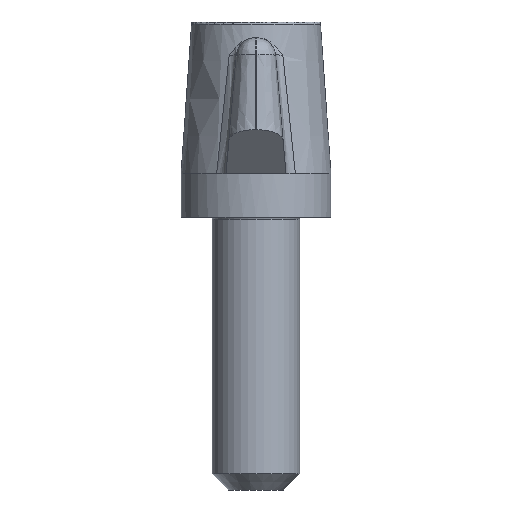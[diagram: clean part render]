
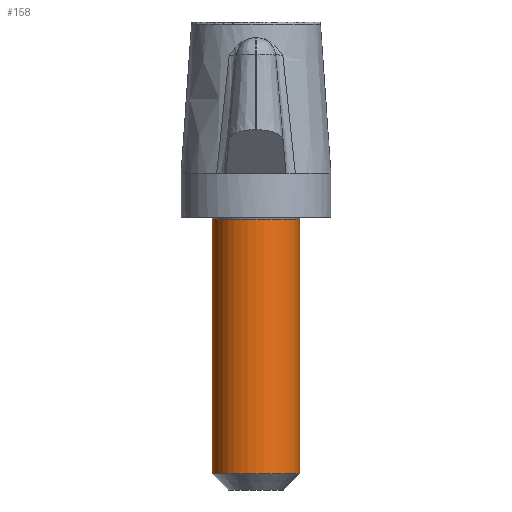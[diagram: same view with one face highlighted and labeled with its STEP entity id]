
A CAD part, front view. The second image highlights one B-rep face of the part: STEP entity #158.
In plain terms, the highlighted cylindrical face has radius 4 mm (diameter 8 mm), a full revolution.
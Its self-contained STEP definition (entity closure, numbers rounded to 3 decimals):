
#158 = ADVANCED_FACE( '', ( #324, #325 ), #326, .T. );
#324 = FACE_OUTER_BOUND( '', #3164, .T. );
#325 = FACE_OUTER_BOUND( '', #3165, .T. );
#326 = CYLINDRICAL_SURFACE( '', #3166, 4. );
#3164 = EDGE_LOOP( '', ( #3525 ) );
#3165 = EDGE_LOOP( '', ( #3526 ) );
#3166 = AXIS2_PLACEMENT_3D( '', #3527, #3528, #3529 );
#3525 = ORIENTED_EDGE( '', *, *, #3635, .T. );
#3526 = ORIENTED_EDGE( '', *, *, #3654, .T. );
#3527 = CARTESIAN_POINT( '', ( 0., 0., -82. ) );
#3528 = DIRECTION( '', ( 0., 0., -1. ) );
#3529 = DIRECTION( '', ( 1., 0., 0. ) );
#3635 = EDGE_CURVE( '', #3829, #3829, #3830, .F. );
#3654 = EDGE_CURVE( '', #3856, #3856, #3857, .T. );
#3829 = VERTEX_POINT( '', #4454 );
#3830 = CIRCLE( '', #4455, 4. );
#3856 = VERTEX_POINT( '', #4599 );
#3857 = CIRCLE( '', #4600, 4. );
#4454 = CARTESIAN_POINT( '', ( 4., 0., -0.183 ) );
#4455 = AXIS2_PLACEMENT_3D( '', #4984, #4985, #4986 );
#4599 = CARTESIAN_POINT( '', ( 4., 0., -23.5 ) );
#4600 = AXIS2_PLACEMENT_3D( '', #5005, #5006, #5007 );
#4984 = CARTESIAN_POINT( '', ( 0., 0., -0.183 ) );
#4985 = DIRECTION( '', ( 0., 0., 1. ) );
#4986 = DIRECTION( '', ( 1., 0., 0. ) );
#5005 = CARTESIAN_POINT( '', ( 0., 0., -23.5 ) );
#5006 = DIRECTION( '', ( 0., 0., 1. ) );
#5007 = DIRECTION( '', ( 1., 0., 0. ) );
